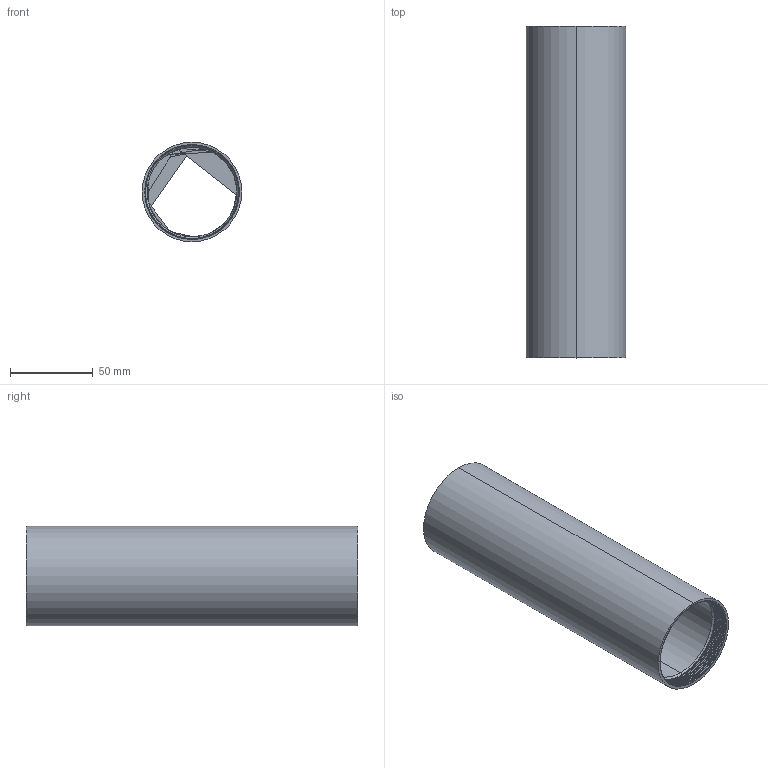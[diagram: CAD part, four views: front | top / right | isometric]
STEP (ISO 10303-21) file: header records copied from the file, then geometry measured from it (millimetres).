
FILE_DESCRIPTION (( 'STEP AP203' ), '1' );
FILE_NAME ('Tube_v1_3D.STEP', '2024-03-06T22:50:30', ( '' ), ( '' ), 'SwSTEP 2.0', 'SolidWorks 2022', '' );
FILE_SCHEMA (( 'CONFIG_CONTROL_DESIGN' ));
Length unit declared in the file: millimetre
Products named in the file (1): Tube_v1_3D
Bounding box: 60 x 200 x 60 mm (x, y, z)
Volume: 100700.2 mm3; surface area: 75966.2 mm2
Topology: 1 solids, 1 shells, 84 faces, 230 edges, 148 vertices
Faces by surface type: cylinder 66, bspline 12, cone 4, plane 2
Entity records: 9387 total; most frequent: CARTESIAN_POINT 7639, ORIENTED_EDGE 460, DIRECTION 238, EDGE_CURVE 230, VERTEX_POINT 148, EDGE_LOOP 86, AXIS2_PLACEMENT_3D 85, ADVANCED_FACE 84
